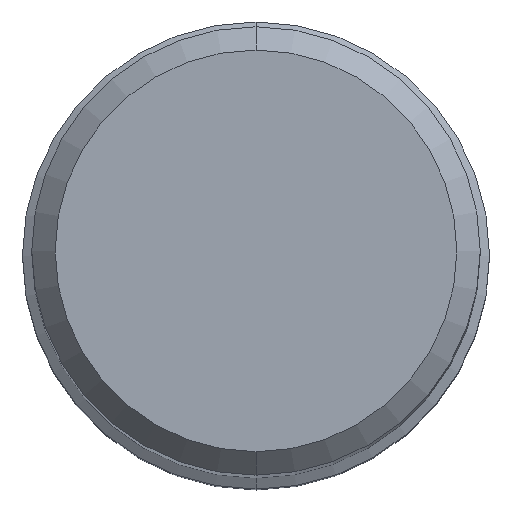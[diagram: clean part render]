
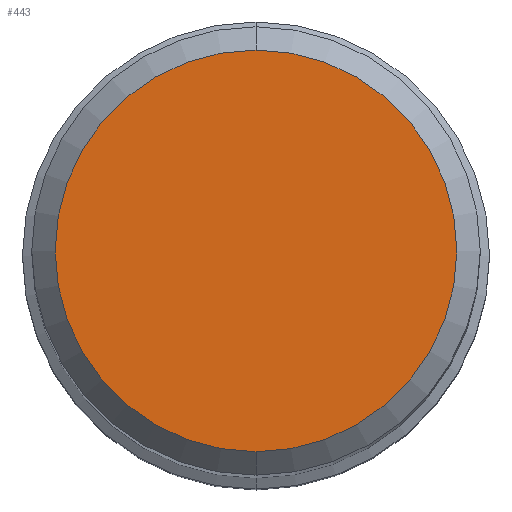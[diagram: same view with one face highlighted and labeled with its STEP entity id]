
A CAD part, top view. The second image highlights one B-rep face of the part: STEP entity #443.
In plain terms, the highlighted planar face has unit normal (0, 0, 1).
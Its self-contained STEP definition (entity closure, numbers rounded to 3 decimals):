
#323=VERTEX_POINT('',#718);
#329=EDGE_CURVE('',#395,#323,#726,.T.);
#395=VERTEX_POINT('',#802);
#443=ADVANCED_FACE('',(#853),#854,.T.);
#481=EDGE_CURVE('',#323,#395,#898,.T.);
#718=CARTESIAN_POINT('',(0.,-4.3,0.));
#726=CIRCLE('',#1268,4.3);
#802=CARTESIAN_POINT('',(0.0,4.3,0.));
#853=FACE_OUTER_BOUND('',#1494,.T.);
#854=PLANE('',#1495);
#898=CIRCLE('',#1553,4.3);
#1268=AXIS2_PLACEMENT_3D('',#1950,#1951,#1952);
#1494=EDGE_LOOP('',(#2107,#2108));
#1495=AXIS2_PLACEMENT_3D('',#2109,#2110,#2111);
#1553=AXIS2_PLACEMENT_3D('',#2170,#2171,#2172);
#1950=CARTESIAN_POINT('',(0.0,0.0,0.));
#1951=DIRECTION('',(0.0,0.0,-1.0));
#1952=DIRECTION('',(0.0,1.0,0.0));
#2107=ORIENTED_EDGE('',*,*,#329,.F.);
#2108=ORIENTED_EDGE('',*,*,#481,.F.);
#2109=CARTESIAN_POINT('',(0.0,2.15,0.));
#2110=DIRECTION('',(-0.0,0.0,1.0));
#2111=DIRECTION('',(0.0,-1.0,0.0));
#2170=CARTESIAN_POINT('',(0.0,0.0,0.));
#2171=DIRECTION('',(0.0,0.0,-1.0));
#2172=DIRECTION('',(0.0,1.0,0.0));
